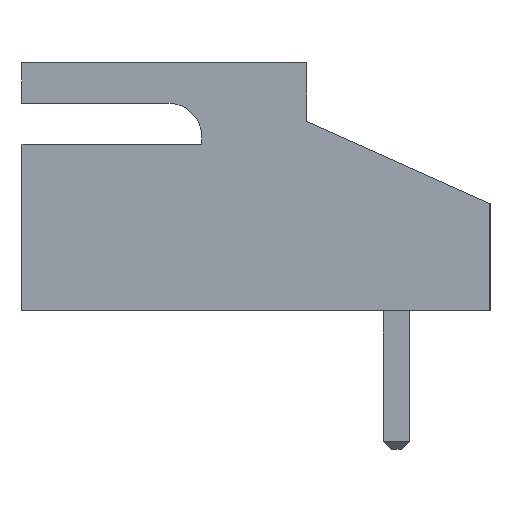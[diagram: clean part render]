
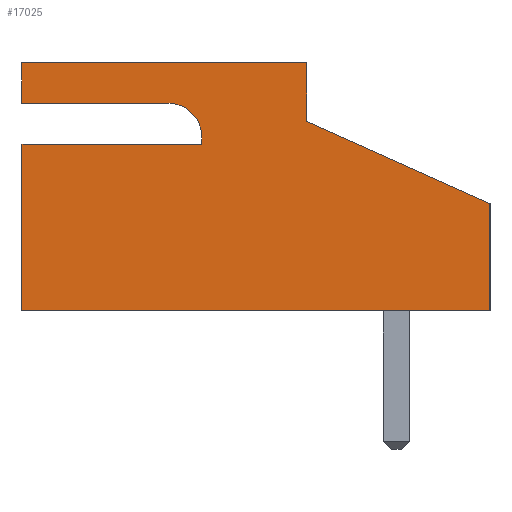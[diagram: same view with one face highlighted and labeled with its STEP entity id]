
A CAD part, left-side view. The second image highlights one B-rep face of the part: STEP entity #17025.
In plain terms, the highlighted planar face has unit normal (-1, 0, 0).
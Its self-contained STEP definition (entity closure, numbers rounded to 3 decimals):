
#405 = CARTESIAN_POINT ( 'NONE',  ( -8.7, 9.2, 5.1 ) ) ;
#730 = VECTOR ( 'NONE', #13413, 1000. ) ;
#989 = EDGE_CURVE ( 'NONE', #1289, #6172, #16455, .T. ) ;
#1289 = VERTEX_POINT ( 'NONE', #14560 ) ;
#1394 = VERTEX_POINT ( 'NONE', #9776 ) ;
#1612 = VERTEX_POINT ( 'NONE', #2494 ) ;
#1656 = DIRECTION ( 'NONE',  ( -1., 0., 0. ) ) ;
#1783 = LINE ( 'NONE', #6694, #19102 ) ;
#1879 = DIRECTION ( 'NONE',  ( 0., -1., 0. ) ) ;
#1946 = VERTEX_POINT ( 'NONE', #15791 ) ;
#2420 = DIRECTION ( 'NONE',  ( 1., 0., 0. ) ) ;
#2494 = CARTESIAN_POINT ( 'NONE',  ( -8.7, 9.2, 5.1 ) ) ;
#2954 = ORIENTED_EDGE ( 'NONE', *, *, #20259, .F. ) ;
#3116 = ORIENTED_EDGE ( 'NONE', *, *, #19924, .F. ) ;
#3582 = DIRECTION ( 'NONE',  ( 0., 0., -1. ) ) ;
#4086 = LINE ( 'NONE', #14563, #8621 ) ;
#4249 = LINE ( 'NONE', #19144, #13903 ) ;
#4553 = DIRECTION ( 'NONE',  ( 0., 0., 1. ) ) ;
#5128 = CARTESIAN_POINT ( 'NONE',  ( -8.7, -2.3, 6.1 ) ) ;
#5302 = CARTESIAN_POINT ( 'NONE',  ( -8.7, 9.2, 6.1 ) ) ;
#5356 = CARTESIAN_POINT ( 'NONE',  ( -8.7, 4.788, 4.1 ) ) ;
#5407 = EDGE_CURVE ( 'NONE', #1394, #10745, #19899, .T. ) ;
#5415 = DIRECTION ( 'NONE',  ( 0., 0., 1. ) ) ;
#5465 = EDGE_CURVE ( 'NONE', #12491, #6172, #20340, .T. ) ;
#5491 = DIRECTION ( 'NONE',  ( 0., 0.912, 0.41 ) ) ;
#6172 = VERTEX_POINT ( 'NONE', #6182 ) ;
#6182 = CARTESIAN_POINT ( 'NONE',  ( -8.7, 2.2, 6.1 ) ) ;
#6317 = CARTESIAN_POINT ( 'NONE',  ( -8.7, 2.2, 6.1 ) ) ;
#6426 = AXIS2_PLACEMENT_3D ( 'NONE', #21903, #1656, #20456 ) ;
#6619 = CARTESIAN_POINT ( 'NONE',  ( -8.7, -2.3, 0. ) ) ;
#6694 = CARTESIAN_POINT ( 'NONE',  ( -8.7, 9.2, 4.1 ) ) ;
#6884 = LINE ( 'NONE', #405, #10101 ) ;
#6892 = ORIENTED_EDGE ( 'NONE', *, *, #989, .T. ) ;
#7073 = LINE ( 'NONE', #13889, #8262 ) ;
#7506 = ORIENTED_EDGE ( 'NONE', *, *, #18409, .T. ) ;
#7746 = EDGE_CURVE ( 'NONE', #10745, #1612, #6884, .T. ) ;
#8262 = VECTOR ( 'NONE', #5415, 1000. ) ;
#8620 = VERTEX_POINT ( 'NONE', #15235 ) ;
#8621 = VECTOR ( 'NONE', #9547, 1000. ) ;
#9217 = FACE_OUTER_BOUND ( 'NONE', #10271, .T. ) ;
#9547 = DIRECTION ( 'NONE',  ( 0., 0., -1. ) ) ;
#9776 = CARTESIAN_POINT ( 'NONE',  ( -8.7, 4.788, 4.3 ) ) ;
#10101 = VECTOR ( 'NONE', #11920, 1000. ) ;
#10201 = ORIENTED_EDGE ( 'NONE', *, *, #17406, .T. ) ;
#10271 = EDGE_LOOP ( 'NONE', ( #2954, #19348, #16459, #10201, #3116, #7506, #6892, #17514, #18273, #21972, #11398 ) ) ;
#10745 = VERTEX_POINT ( 'NONE', #20536 ) ;
#10905 = PLANE ( 'NONE',  #20615 ) ;
#11094 = VECTOR ( 'NONE', #4553, 1000. ) ;
#11398 = ORIENTED_EDGE ( 'NONE', *, *, #5407, .F. ) ;
#11494 = VECTOR ( 'NONE', #3582, 1000. ) ;
#11894 = LINE ( 'NONE', #5302, #17496 ) ;
#11920 = DIRECTION ( 'NONE',  ( 0., 1., 0. ) ) ;
#12491 = VERTEX_POINT ( 'NONE', #16443 ) ;
#13189 = VECTOR ( 'NONE', #1879, 1000. ) ;
#13413 = DIRECTION ( 'NONE',  ( 0., -1., 0. ) ) ;
#13870 = LINE ( 'NONE', #6619, #730 ) ;
#13889 = CARTESIAN_POINT ( 'NONE',  ( -8.7, 4.788, 4.1 ) ) ;
#13903 = VECTOR ( 'NONE', #5491, 1000. ) ;
#14560 = CARTESIAN_POINT ( 'NONE',  ( -8.7, 2.2, 4.661 ) ) ;
#14563 = CARTESIAN_POINT ( 'NONE',  ( -8.7, 9.2, 6.1 ) ) ;
#15235 = CARTESIAN_POINT ( 'NONE',  ( -8.7, 9.2, 4.1 ) ) ;
#15313 = VERTEX_POINT ( 'NONE', #19751 ) ;
#15397 = CARTESIAN_POINT ( 'NONE',  ( -8.7, -2.3, 6.1 ) ) ;
#15741 = VERTEX_POINT ( 'NONE', #18041 ) ;
#15791 = CARTESIAN_POINT ( 'NONE',  ( -8.7, 9.2, 0. ) ) ;
#16443 = CARTESIAN_POINT ( 'NONE',  ( -8.7, 9.2, 6.1 ) ) ;
#16444 = VERTEX_POINT ( 'NONE', #5356 ) ;
#16455 = LINE ( 'NONE', #6317, #11094 ) ;
#16459 = ORIENTED_EDGE ( 'NONE', *, *, #20328, .T. ) ;
#16936 = LINE ( 'NONE', #15397, #11494 ) ;
#17025 = ADVANCED_FACE ( 'NONE', ( #9217 ), #10905, .F. ) ;
#17406 = EDGE_CURVE ( 'NONE', #1946, #15741, #13870, .T. ) ;
#17496 = VECTOR ( 'NONE', #20300, 1000. ) ;
#17514 = ORIENTED_EDGE ( 'NONE', *, *, #5465, .F. ) ;
#17874 = CARTESIAN_POINT ( 'NONE',  ( -8.7, -2.3, 6.1 ) ) ;
#18041 = CARTESIAN_POINT ( 'NONE',  ( -8.7, -2.3, 0. ) ) ;
#18273 = ORIENTED_EDGE ( 'NONE', *, *, #20211, .T. ) ;
#18338 = EDGE_CURVE ( 'NONE', #8620, #16444, #1783, .T. ) ;
#18409 = EDGE_CURVE ( 'NONE', #15313, #1289, #4249, .T. ) ;
#19102 = VECTOR ( 'NONE', #20149, 1000. ) ;
#19144 = CARTESIAN_POINT ( 'NONE',  ( -8.7, 2.2, 4.661 ) ) ;
#19348 = ORIENTED_EDGE ( 'NONE', *, *, #18338, .F. ) ;
#19751 = CARTESIAN_POINT ( 'NONE',  ( -8.7, -2.3, 2.639 ) ) ;
#19899 = CIRCLE ( 'NONE', #6426, 0.8 ) ;
#19924 = EDGE_CURVE ( 'NONE', #15313, #15741, #16936, .T. ) ;
#20149 = DIRECTION ( 'NONE',  ( 0., -1., 0. ) ) ;
#20211 = EDGE_CURVE ( 'NONE', #12491, #1612, #11894, .T. ) ;
#20259 = EDGE_CURVE ( 'NONE', #16444, #1394, #7073, .T. ) ;
#20300 = DIRECTION ( 'NONE',  ( 0., 0., -1. ) ) ;
#20328 = EDGE_CURVE ( 'NONE', #8620, #1946, #4086, .T. ) ;
#20340 = LINE ( 'NONE', #5128, #13189 ) ;
#20456 = DIRECTION ( 'NONE',  ( 0., 0., 1. ) ) ;
#20536 = CARTESIAN_POINT ( 'NONE',  ( -8.7, 5.588, 5.1 ) ) ;
#20615 = AXIS2_PLACEMENT_3D ( 'NONE', #17874, #2420, #20861 ) ;
#20861 = DIRECTION ( 'NONE',  ( 0., 0., -1. ) ) ;
#21903 = CARTESIAN_POINT ( 'NONE',  ( -8.7, 5.588, 4.3 ) ) ;
#21972 = ORIENTED_EDGE ( 'NONE', *, *, #7746, .F. ) ;
